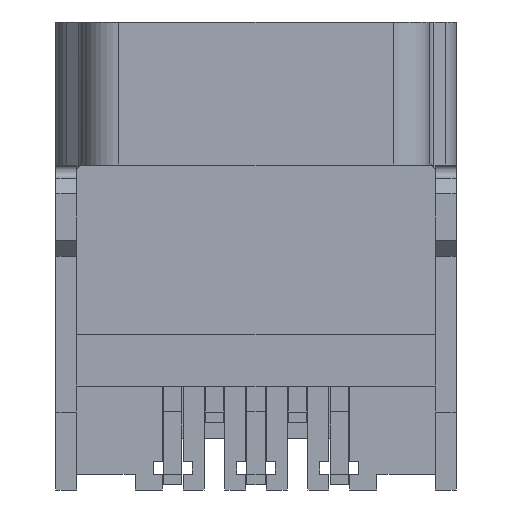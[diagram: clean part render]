
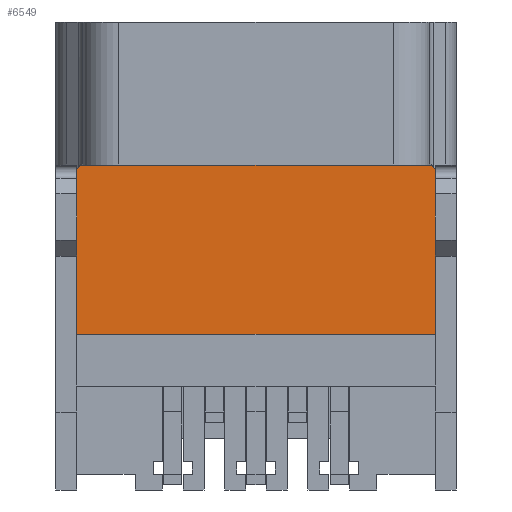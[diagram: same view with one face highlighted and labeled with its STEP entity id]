
A CAD part, front view. The second image highlights one B-rep face of the part: STEP entity #6549.
In plain terms, the highlighted planar face has unit normal (0, -1, 0).
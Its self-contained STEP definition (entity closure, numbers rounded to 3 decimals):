
#4731=EDGE_CURVE('',#4732,#4734,#4736,.T.);
#4732=VERTEX_POINT('',#4733);
#4733=CARTESIAN_POINT('',(-3.45,-2.0,-2.83));
#4734=VERTEX_POINT('',#4735);
#4735=CARTESIAN_POINT('',(-3.37,-2.0,-2.75));
#4736=LINE('',#4737,#4738);
#4737=CARTESIAN_POINT('',(-3.37,-2.0,-2.75));
#4738=VECTOR('',#4739,1.0);
#4739=DIRECTION('',(0.707,0.0,0.707));
#4935=VERTEX_POINT('',#4936);
#4936=CARTESIAN_POINT('',(3.45,-2.0,-2.83));
#4952=VERTEX_POINT('',#4953);
#4953=CARTESIAN_POINT('',(3.37,-2.0,-2.75));
#4959=EDGE_CURVE('',#4952,#4935,#4960,.F.);
#4960=LINE('',#4961,#4962);
#4961=CARTESIAN_POINT('',(3.45,-2.0,-2.83));
#4962=VECTOR('',#4963,1.0);
#4963=DIRECTION('',(-0.707,0.0,0.707));
#5087=VERTEX_POINT('',#5088);
#5088=CARTESIAN_POINT('',(3.45,-2.0,-6.0));
#5094=EDGE_CURVE('',#5087,#5095,#5097,.F.);
#5095=VERTEX_POINT('',#5096);
#5096=CARTESIAN_POINT('',(-3.45,-2.0,-6.0));
#5097=LINE('',#5098,#5099);
#5098=CARTESIAN_POINT('',(3.85,-2.0,-6.0));
#5099=VECTOR('',#5100,1.0);
#5100=DIRECTION('',(1.0,0.0,0.0));
#6338=EDGE_CURVE('',#5095,#6339,#6341,.F.);
#6339=VERTEX_POINT('',#6340);
#6340=CARTESIAN_POINT('',(-3.45,-2.0,-4.5));
#6341=LINE('',#6342,#6343);
#6342=CARTESIAN_POINT('',(-3.45,-2.0,-2.75));
#6343=VECTOR('',#6344,1.0);
#6344=DIRECTION('',(0.0,0.0,-1.0));
#6385=VERTEX_POINT('',#6386);
#6386=CARTESIAN_POINT('',(-3.45,-2.0,-3.0));
#6392=EDGE_CURVE('',#6385,#4732,#6393,.F.);
#6393=LINE('',#6394,#6395);
#6394=CARTESIAN_POINT('',(-3.45,-2.0,-2.75));
#6395=VECTOR('',#6396,1.0);
#6396=DIRECTION('',(0.0,0.0,-1.0));
#6414=EDGE_CURVE('',#6339,#6385,#6415,.F.);
#6415=LINE('',#6416,#6417);
#6416=CARTESIAN_POINT('',(-3.45,-2.0,-2.75));
#6417=VECTOR('',#6418,1.0);
#6418=DIRECTION('',(0.0,0.0,-1.0));
#6549=ADVANCED_FACE('',(#6550),#6586,.T.);
#6550=FACE_BOUND('',#6551,.T.);
#6551=EDGE_LOOP('',(#6552,#6553,#6561,#6569,#6575,#6576,#6582,#6583,#6584,#6585));
#6552=ORIENTED_EDGE('',*,*,#5094,.F.);
#6553=ORIENTED_EDGE('',*,*,#6554,.T.);
#6554=EDGE_CURVE('',#5087,#6555,#6557,.F.);
#6555=VERTEX_POINT('',#6556);
#6556=CARTESIAN_POINT('',(3.45,-2.0,-4.5));
#6557=LINE('',#6558,#6559);
#6558=CARTESIAN_POINT('',(3.45,-2.0,0.0));
#6559=VECTOR('',#6560,1.0);
#6560=DIRECTION('',(0.0,0.0,-1.0));
#6561=ORIENTED_EDGE('',*,*,#6562,.T.);
#6562=EDGE_CURVE('',#6555,#6563,#6565,.F.);
#6563=VERTEX_POINT('',#6564);
#6564=CARTESIAN_POINT('',(3.45,-2.0,-3.0));
#6565=LINE('',#6566,#6567);
#6566=CARTESIAN_POINT('',(3.45,-2.0,-3.0));
#6567=VECTOR('',#6568,1.0);
#6568=DIRECTION('',(0.0,0.0,-1.0));
#6569=ORIENTED_EDGE('',*,*,#6570,.T.);
#6570=EDGE_CURVE('',#6563,#4935,#6571,.F.);
#6571=LINE('',#6572,#6573);
#6572=CARTESIAN_POINT('',(3.45,-2.0,0.0));
#6573=VECTOR('',#6574,1.0);
#6574=DIRECTION('',(0.0,0.0,-1.0));
#6575=ORIENTED_EDGE('',*,*,#4959,.F.);
#6576=ORIENTED_EDGE('',*,*,#6577,.T.);
#6577=EDGE_CURVE('',#4952,#4734,#6578,.T.);
#6578=LINE('',#6579,#6580);
#6579=CARTESIAN_POINT('',(-3.15,-2.0,-2.75));
#6580=VECTOR('',#6581,1.0);
#6581=DIRECTION('',(-1.0,0.0,0.0));
#6582=ORIENTED_EDGE('',*,*,#4731,.F.);
#6583=ORIENTED_EDGE('',*,*,#6392,.F.);
#6584=ORIENTED_EDGE('',*,*,#6414,.F.);
#6585=ORIENTED_EDGE('',*,*,#6338,.F.);
#6586=PLANE('',#6587);
#6587=AXIS2_PLACEMENT_3D('',#6588,#6589,#6590);
#6588=CARTESIAN_POINT('',(3.85,-2.0,-2.75));
#6589=DIRECTION('',(0.0,-1.0,0.0));
#6590=DIRECTION('',(0.0,0.0,-1.0));
